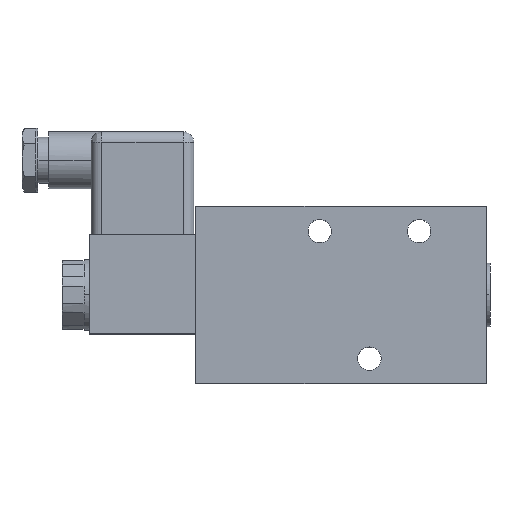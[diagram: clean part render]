
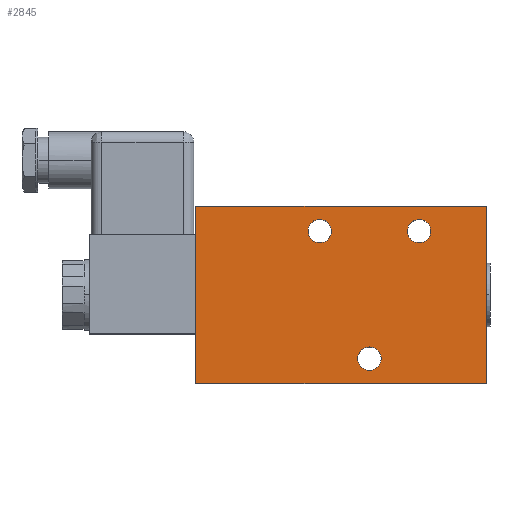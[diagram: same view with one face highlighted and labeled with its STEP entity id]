
A CAD part, top view. The second image highlights one B-rep face of the part: STEP entity #2845.
In plain terms, the highlighted planar face has unit normal (0, 0, 1).
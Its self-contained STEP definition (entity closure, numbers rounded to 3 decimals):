
#18 = EDGE_CURVE ( 'NONE', #489, #1457, #353, .T. ) ;
#44 = EDGE_CURVE ( 'NONE', #489, #994, #1246, .T. ) ;
#89 = CIRCLE ( 'NONE', #1923, 3.3 ) ;
#126 = DIRECTION ( 'NONE',  ( 0., 0., 1. ) ) ;
#127 = CIRCLE ( 'NONE', #1017, 3.3 ) ;
#148 = FACE_OUTER_BOUND ( 'NONE', #1356, .T. ) ;
#168 = CARTESIAN_POINT ( 'NONE',  ( -27., -43.7, 30. ) ) ;
#179 = CARTESIAN_POINT ( 'NONE',  ( -76., -54., 30. ) ) ;
#193 = CARTESIAN_POINT ( 'NONE',  ( -41., -14.3, 30. ) ) ;
#241 = CIRCLE ( 'NONE', #1118, 3.3 ) ;
#344 = FACE_BOUND ( 'NONE', #480, .T. ) ;
#353 = LINE ( 'NONE', #1374, #1208 ) ;
#380 = ORIENTED_EDGE ( 'NONE', *, *, #2613, .F. ) ;
#404 = CARTESIAN_POINT ( 'NONE',  ( -35., -4., 30. ) ) ;
#412 = DIRECTION ( 'NONE',  ( 0., 1., 0. ) ) ;
#423 = DIRECTION ( 'NONE',  ( 0., 1., 0. ) ) ;
#452 = DIRECTION ( 'NONE',  ( 1., 0., 0. ) ) ;
#480 = EDGE_LOOP ( 'NONE', ( #2574, #3051 ) ) ;
#489 = VERTEX_POINT ( 'NONE', #2147 ) ;
#506 = EDGE_CURVE ( 'NONE', #1269, #734, #3269, .T. ) ;
#540 = ORIENTED_EDGE ( 'NONE', *, *, #44, .F. ) ;
#552 = VERTEX_POINT ( 'NONE', #2468 ) ;
#556 = EDGE_CURVE ( 'NONE', #2416, #577, #241, .T. ) ;
#560 = DIRECTION ( 'NONE',  ( 0., 0., 1. ) ) ;
#569 = DIRECTION ( 'NONE',  ( 0., 1., 0. ) ) ;
#577 = VERTEX_POINT ( 'NONE', #3235 ) ;
#615 = CARTESIAN_POINT ( 'NONE',  ( -27., -47., 30. ) ) ;
#626 = DIRECTION ( 'NONE',  ( 0., 1., 0. ) ) ;
#630 = CARTESIAN_POINT ( 'NONE',  ( -41., -11., 30. ) ) ;
#655 = DIRECTION ( 'NONE',  ( 0., 1., 0. ) ) ;
#668 = DIRECTION ( 'NONE',  ( 0., 1., 0. ) ) ;
#674 = CARTESIAN_POINT ( 'NONE',  ( -76., -29., 30. ) ) ;
#692 = CARTESIAN_POINT ( 'NONE',  ( -27., -50.3, 30. ) ) ;
#734 = VERTEX_POINT ( 'NONE', #2872 ) ;
#744 = AXIS2_PLACEMENT_3D ( 'NONE', #2678, #560, #569 ) ;
#750 = AXIS2_PLACEMENT_3D ( 'NONE', #179, #2780, #452 ) ;
#755 = CARTESIAN_POINT ( 'NONE',  ( -13., -14.3, 30. ) ) ;
#860 = LINE ( 'NONE', #404, #1887 ) ;
#937 = CARTESIAN_POINT ( 'NONE',  ( -41., -11., 30. ) ) ;
#976 = EDGE_CURVE ( 'NONE', #2320, #1084, #127, .T. ) ;
#994 = VERTEX_POINT ( 'NONE', #1140 ) ;
#1017 = AXIS2_PLACEMENT_3D ( 'NONE', #615, #2194, #626 ) ;
#1069 = CARTESIAN_POINT ( 'NONE',  ( -35., -54., 30. ) ) ;
#1084 = VERTEX_POINT ( 'NONE', #168 ) ;
#1101 = EDGE_CURVE ( 'NONE', #994, #552, #3358, .T. ) ;
#1118 = AXIS2_PLACEMENT_3D ( 'NONE', #630, #2736, #1963 ) ;
#1124 = ORIENTED_EDGE ( 'NONE', *, *, #506, .F. ) ;
#1140 = CARTESIAN_POINT ( 'NONE',  ( -76., -54., 30. ) ) ;
#1148 = DIRECTION ( 'NONE',  ( 1., 0., 0. ) ) ;
#1168 = CARTESIAN_POINT ( 'NONE',  ( -13., -11., 30. ) ) ;
#1208 = VECTOR ( 'NONE', #2155, 1000. ) ;
#1246 = LINE ( 'NONE', #1069, #1288 ) ;
#1269 = VERTEX_POINT ( 'NONE', #755 ) ;
#1288 = VECTOR ( 'NONE', #2923, 1000. ) ;
#1334 = ORIENTED_EDGE ( 'NONE', *, *, #18, .T. ) ;
#1353 = CARTESIAN_POINT ( 'NONE',  ( 6., -4., 30. ) ) ;
#1356 = EDGE_LOOP ( 'NONE', ( #540, #1334, #1955, #2287 ) ) ;
#1374 = CARTESIAN_POINT ( 'NONE',  ( 6., -29., 30. ) ) ;
#1427 = DIRECTION ( 'NONE',  ( 0., 0., 1. ) ) ;
#1457 = VERTEX_POINT ( 'NONE', #1353 ) ;
#1499 = EDGE_LOOP ( 'NONE', ( #380, #1504 ) ) ;
#1504 = ORIENTED_EDGE ( 'NONE', *, *, #976, .F. ) ;
#1646 = EDGE_CURVE ( 'NONE', #552, #1457, #860, .T. ) ;
#1887 = VECTOR ( 'NONE', #1148, 1000. ) ;
#1911 = DIRECTION ( 'NONE',  ( 0., 0., 1. ) ) ;
#1923 = AXIS2_PLACEMENT_3D ( 'NONE', #2235, #126, #668 ) ;
#1955 = ORIENTED_EDGE ( 'NONE', *, *, #1646, .F. ) ;
#1963 = DIRECTION ( 'NONE',  ( 0., 1., 0. ) ) ;
#2147 = CARTESIAN_POINT ( 'NONE',  ( 6., -54., 30. ) ) ;
#2155 = DIRECTION ( 'NONE',  ( 0., 1., 0. ) ) ;
#2194 = DIRECTION ( 'NONE',  ( 0., 0., 1. ) ) ;
#2199 = EDGE_CURVE ( 'NONE', #577, #2416, #3044, .T. ) ;
#2211 = EDGE_CURVE ( 'NONE', #734, #1269, #89, .T. ) ;
#2235 = CARTESIAN_POINT ( 'NONE',  ( -13., -11., 30. ) ) ;
#2278 = CIRCLE ( 'NONE', #744, 3.3 ) ;
#2287 = ORIENTED_EDGE ( 'NONE', *, *, #1101, .F. ) ;
#2320 = VERTEX_POINT ( 'NONE', #692 ) ;
#2416 = VERTEX_POINT ( 'NONE', #193 ) ;
#2453 = VECTOR ( 'NONE', #423, 1000. ) ;
#2468 = CARTESIAN_POINT ( 'NONE',  ( -76., -4., 30. ) ) ;
#2522 = ORIENTED_EDGE ( 'NONE', *, *, #2211, .F. ) ;
#2537 = FACE_BOUND ( 'NONE', #1499, .T. ) ;
#2574 = ORIENTED_EDGE ( 'NONE', *, *, #2199, .F. ) ;
#2613 = EDGE_CURVE ( 'NONE', #1084, #2320, #2278, .T. ) ;
#2678 = CARTESIAN_POINT ( 'NONE',  ( -27., -47., 30. ) ) ;
#2684 = AXIS2_PLACEMENT_3D ( 'NONE', #937, #1427, #412 ) ;
#2693 = FACE_BOUND ( 'NONE', #2968, .T. ) ;
#2736 = DIRECTION ( 'NONE',  ( 0., 0., 1. ) ) ;
#2780 = DIRECTION ( 'NONE',  ( 0., 0., 1. ) ) ;
#2845 = ADVANCED_FACE ( 'NONE', ( #2537, #344, #2693, #148 ), #3041, .T. ) ;
#2872 = CARTESIAN_POINT ( 'NONE',  ( -13., -7.7, 30. ) ) ;
#2923 = DIRECTION ( 'NONE',  ( -1., 0., 0. ) ) ;
#2968 = EDGE_LOOP ( 'NONE', ( #2522, #1124 ) ) ;
#3029 = AXIS2_PLACEMENT_3D ( 'NONE', #1168, #1911, #655 ) ;
#3041 = PLANE ( 'NONE',  #750 ) ;
#3044 = CIRCLE ( 'NONE', #2684, 3.3 ) ;
#3051 = ORIENTED_EDGE ( 'NONE', *, *, #556, .F. ) ;
#3235 = CARTESIAN_POINT ( 'NONE',  ( -41., -7.7, 30. ) ) ;
#3269 = CIRCLE ( 'NONE', #3029, 3.3 ) ;
#3358 = LINE ( 'NONE', #674, #2453 ) ;
